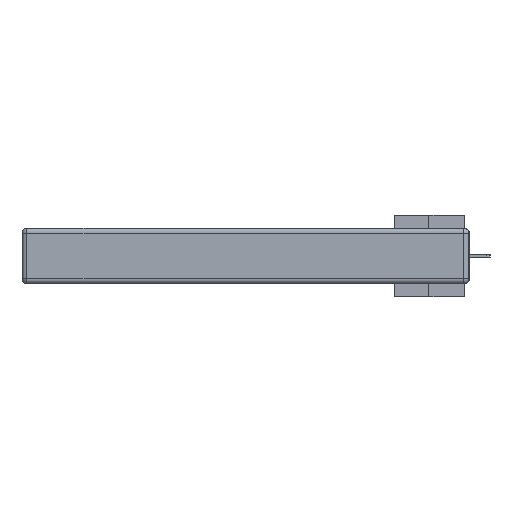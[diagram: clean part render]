
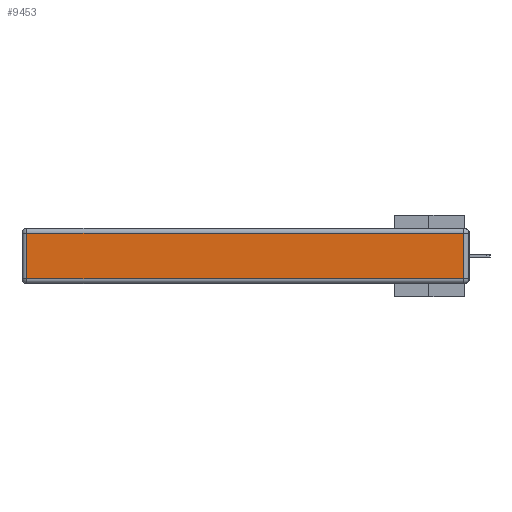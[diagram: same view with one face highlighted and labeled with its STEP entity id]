
A CAD part, left-side view. The second image highlights one B-rep face of the part: STEP entity #9453.
In plain terms, the highlighted planar face has unit normal (-1, 0, 0).
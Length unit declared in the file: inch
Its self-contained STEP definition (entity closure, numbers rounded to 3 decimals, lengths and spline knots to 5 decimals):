
#99 = ORIENTED_EDGE ( 'NONE', *, *, #37897, .T. ) ;
#2247 = CARTESIAN_POINT ( 'NONE',  ( 0., 0.03, -0.03 ) ) ;
#3589 = VECTOR ( 'NONE', #7388, 39.37008 ) ;
#5397 = DIRECTION ( 'NONE',  ( 0., 1., 0. ) ) ;
#6719 = ORIENTED_EDGE ( 'NONE', *, *, #17804, .T. ) ;
#7388 = DIRECTION ( 'NONE',  ( 0., 0., 1. ) ) ;
#7849 = CARTESIAN_POINT ( 'NONE',  ( 0., 2.72, -0.03 ) ) ;
#7925 = EDGE_CURVE ( 'NONE', #17800, #13704, #17792, .T. ) ;
#8886 = VECTOR ( 'NONE', #12020, 39.37008 ) ;
#9439 = VERTEX_POINT ( 'NONE', #31907 ) ;
#9453 = ADVANCED_FACE ( 'NONE', ( #34691 ), #32095, .T. ) ;
#10535 = DIRECTION ( 'NONE',  ( 0., 0., 1. ) ) ;
#12020 = DIRECTION ( 'NONE',  ( 0., -1., 0. ) ) ;
#12641 = VERTEX_POINT ( 'NONE', #14642 ) ;
#13704 = VERTEX_POINT ( 'NONE', #7849 ) ;
#14408 = LINE ( 'NONE', #29574, #8886 ) ;
#14642 = CARTESIAN_POINT ( 'NONE',  ( 0., 2.72, -0.313 ) ) ;
#15745 = AXIS2_PLACEMENT_3D ( 'NONE', #38491, #23113, #10535 ) ;
#16775 = CARTESIAN_POINT ( 'NONE',  ( 0., 0.03, -0.343 ) ) ;
#17792 = LINE ( 'NONE', #17986, #27855 ) ;
#17800 = VERTEX_POINT ( 'NONE', #2247 ) ;
#17804 = EDGE_CURVE ( 'NONE', #12641, #9439, #14408, .T. ) ;
#17986 = CARTESIAN_POINT ( 'NONE',  ( 0., 2.75, -0.03 ) ) ;
#19381 = LINE ( 'NONE', #16775, #3589 ) ;
#23113 = DIRECTION ( 'NONE',  ( -1., 0., 0. ) ) ;
#23189 = LINE ( 'NONE', #37764, #38438 ) ;
#27671 = EDGE_CURVE ( 'NONE', #9439, #17800, #19381, .T. ) ;
#27855 = VECTOR ( 'NONE', #5397, 39.37008 ) ;
#29092 = ORIENTED_EDGE ( 'NONE', *, *, #27671, .T. ) ;
#29574 = CARTESIAN_POINT ( 'NONE',  ( 0., 0., -0.313 ) ) ;
#31206 = ORIENTED_EDGE ( 'NONE', *, *, #7925, .T. ) ;
#31907 = CARTESIAN_POINT ( 'NONE',  ( 0., 0.03, -0.313 ) ) ;
#32095 = PLANE ( 'NONE',  #15745 ) ;
#34691 = FACE_OUTER_BOUND ( 'NONE', #39338, .T. ) ;
#35375 = DIRECTION ( 'NONE',  ( 0., 0., -1. ) ) ;
#37764 = CARTESIAN_POINT ( 'NONE',  ( 0., 2.72, -0.343 ) ) ;
#37897 = EDGE_CURVE ( 'NONE', #13704, #12641, #23189, .T. ) ;
#38438 = VECTOR ( 'NONE', #35375, 39.37008 ) ;
#38491 = CARTESIAN_POINT ( 'NONE',  ( 0., 0., -0.343 ) ) ;
#39338 = EDGE_LOOP ( 'NONE', ( #6719, #29092, #31206, #99 ) ) ;
